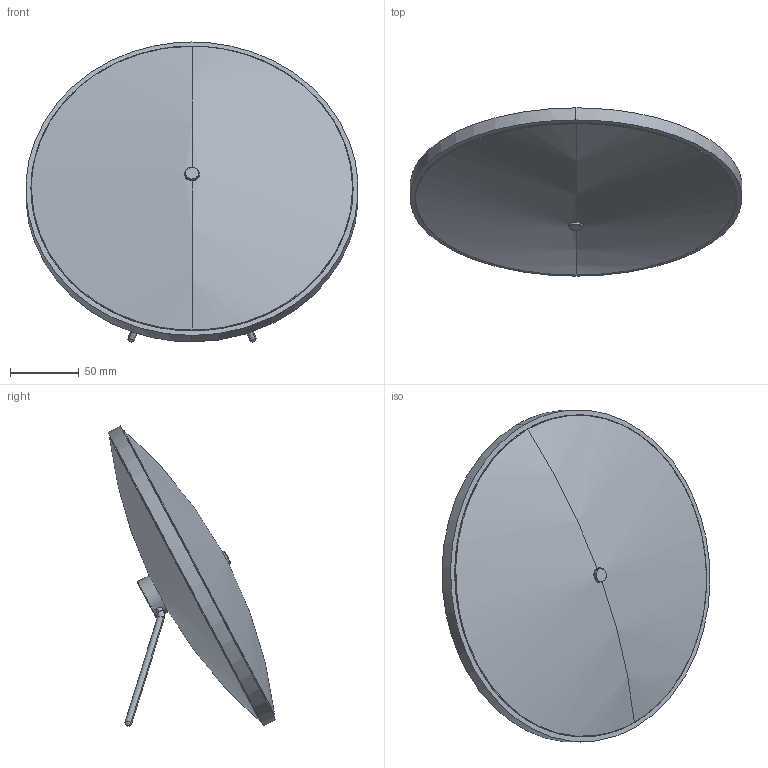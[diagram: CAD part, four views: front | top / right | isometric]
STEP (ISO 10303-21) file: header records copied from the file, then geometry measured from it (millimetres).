
FILE_DESCRIPTION(/* description */ (''),/* implementation_level */ '2;1');
FILE_NAME(/* name */ 'Chrona_Table10_3D_mm',/* time_stamp */ '2025-06-23T15:52:39-07:00',/* author */ (''),/* organization */ (''),/* preprocessor_version */ 'ST-DEVELOPER v16.5',/* originating_system */ '',/* authorisation */ '');
FILE_SCHEMA (('AUTOMOTIVE_DESIGN'));
Length unit declared in the file: millimetre
Products named in the file (1): Document
Bounding box: 241.56 x 122.23 x 218.55 mm (x, y, z)
Surface area: 108732.9 mm2 (no closed solid volume)
Topology: 0 solids, 3 shells, 43 faces, 98 edges, 60 vertices
Faces by surface type: bspline 38, plane 5
Entity records: 2787 total; most frequent: CARTESIAN_POINT 2213, ORIENTED_EDGE 186, EDGE_CURVE 96, VERTEX_POINT 60, EDGE_LOOP 48, ADVANCED_FACE 43, FACE_OUTER_BOUND 43, B_SPLINE_CURVE_WITH_KNOTS 22
